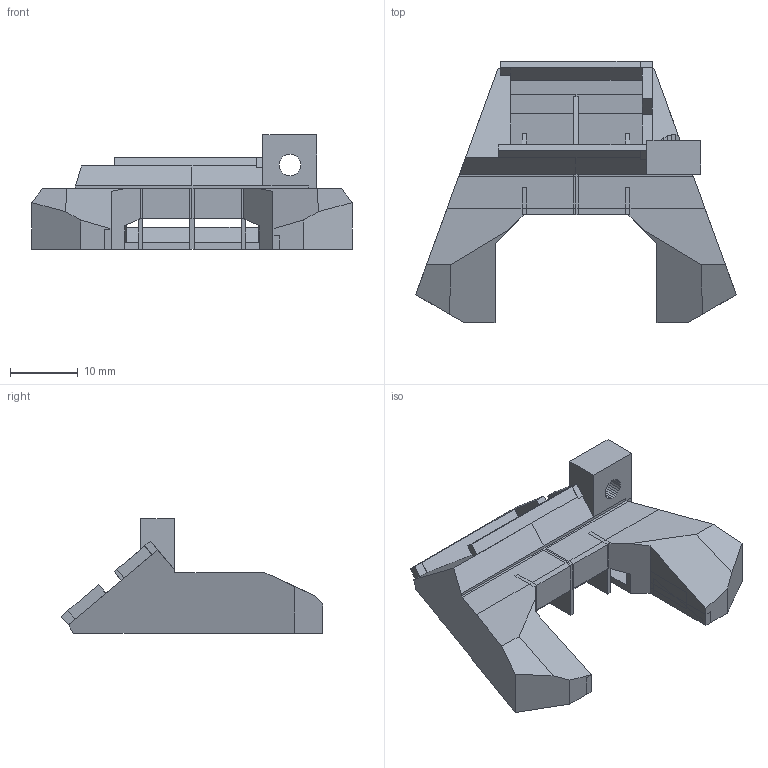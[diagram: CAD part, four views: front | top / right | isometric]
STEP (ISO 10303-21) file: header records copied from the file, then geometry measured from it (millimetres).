
FILE_DESCRIPTION(('FreeCAD Model'),'2;1');
FILE_NAME('nozzle-fan.step','2018-08-01T22:04:08',('Author'),(''), 'Open CASCADE STEP processor 7.2','FreeCAD','Unknown');
FILE_SCHEMA(('AUTOMOTIVE_DESIGN { 1 0 10303 214 1 1 1 1 }'));
Length unit declared in the file: millimetre
Products named in the file (1): Group002
Bounding box: 47.5 x 38.79 x 17 mm (x, y, z)
Volume: 3903.2 mm3; surface area: 5416.3 mm2
Topology: 1 solids, 1 shells, 304 faces, 850 edges, 538 vertices
Faces by surface type: plane 304
Entity records: 11614 total; most frequent: ORIENTED_EDGE 1700, CARTESIAN_POINT 1693, DIRECTION 1460, EDGE_CURVE 850, LINE 850, VECTOR 850, VERTEX_POINT 538, FACE_BOUND 308
